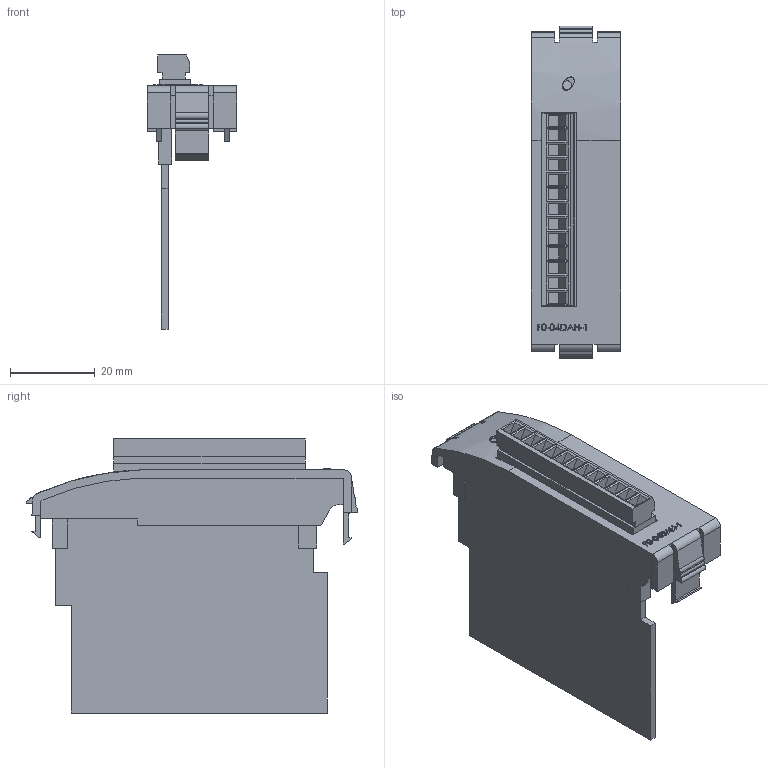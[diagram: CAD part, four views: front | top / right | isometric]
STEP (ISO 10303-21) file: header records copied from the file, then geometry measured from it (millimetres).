
FILE_DESCRIPTION (( 'STEP AP214' ), '1' );
FILE_NAME ('F0-04DAH-1.STEP', '2011-02-02T20:32:17', ( '.ADC' ), ( 'ADC' ), 'SwSTEP 2.0', 'SolidWorks 2009', '' );
FILE_SCHEMA (( 'AUTOMOTIVE_DESIGN' ));
Length unit declared in the file: inch
Products named in the file (1): F0-04DAH-1
Bounding box: 20.98 x 78.23 x 64.57 mm (x, y, z)
Volume: 12346 mm3; surface area: 15579.7 mm2
Topology: 2 solids, 2 shells, 377 faces, 997 edges, 654 vertices
Faces by surface type: plane 312, cylinder 38, bspline 27
Entity records: 16612 total; most frequent: CARTESIAN_POINT 4140, ORIENTED_EDGE 1994, DIRECTION 1730, EDGE_CURVE 997, VECTOR 854, LINE 854, VERTEX_POINT 654, AXIS2_PLACEMENT_3D 438
